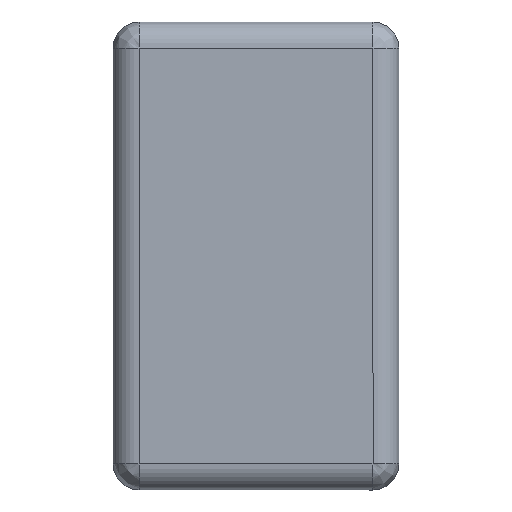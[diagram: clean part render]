
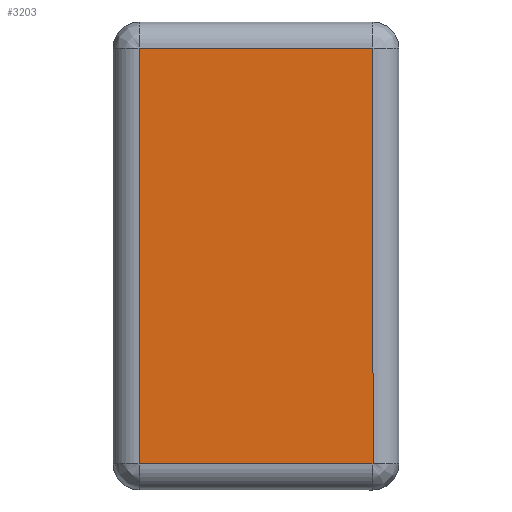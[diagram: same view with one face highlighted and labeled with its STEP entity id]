
A CAD part, left-side view. The second image highlights one B-rep face of the part: STEP entity #3203.
In plain terms, the highlighted planar face has unit normal (-1, 0, 0).
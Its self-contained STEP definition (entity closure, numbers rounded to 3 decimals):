
#296 = ORIENTED_EDGE ( 'NONE', *, *, #2413, .F. ) ;
#574 = DIRECTION ( 'NONE',  ( 0., -1., 0. ) ) ;
#796 = EDGE_LOOP ( 'NONE', ( #296, #2787, #1665, #1596 ) ) ;
#919 = VECTOR ( 'NONE', #574, 1000. ) ;
#978 = VERTEX_POINT ( 'NONE', #2182 ) ;
#985 = LINE ( 'NONE', #2918, #4553 ) ;
#1025 = CARTESIAN_POINT ( 'NONE',  ( -1.699, -0.999, 0.805 ) ) ;
#1153 = PLANE ( 'NONE',  #1416 ) ;
#1286 = LINE ( 'NONE', #2087, #1803 ) ;
#1416 = AXIS2_PLACEMENT_3D ( 'NONE', #2693, #3066, #4673 ) ;
#1596 = ORIENTED_EDGE ( 'NONE', *, *, #4758, .F. ) ;
#1650 = DIRECTION ( 'NONE',  ( 0., 1., 0. ) ) ;
#1665 = ORIENTED_EDGE ( 'NONE', *, *, #3300, .F. ) ;
#1803 = VECTOR ( 'NONE', #1938, 1000. ) ;
#1851 = EDGE_CURVE ( 'NONE', #3094, #978, #1286, .T. ) ;
#1917 = VERTEX_POINT ( 'NONE', #1025 ) ;
#1924 = CARTESIAN_POINT ( 'NONE',  ( -1.699, -0.099, -0.795 ) ) ;
#1938 = DIRECTION ( 'NONE',  ( 0., 0., 1. ) ) ;
#1961 = FACE_OUTER_BOUND ( 'NONE', #796, .T. ) ;
#1978 = VECTOR ( 'NONE', #1650, 1000. ) ;
#2087 = CARTESIAN_POINT ( 'NONE',  ( -1.699, -0.099, -0.895 ) ) ;
#2182 = CARTESIAN_POINT ( 'NONE',  ( -1.699, -0.099, 0.805 ) ) ;
#2413 = EDGE_CURVE ( 'NONE', #978, #1917, #3254, .T. ) ;
#2504 = CARTESIAN_POINT ( 'NONE',  ( -1.699, -1.099, -0.795 ) ) ;
#2693 = CARTESIAN_POINT ( 'NONE',  ( -1.699, -1.099, -0.895 ) ) ;
#2787 = ORIENTED_EDGE ( 'NONE', *, *, #1851, .F. ) ;
#2918 = CARTESIAN_POINT ( 'NONE',  ( -1.699, -0.999, -0.895 ) ) ;
#3066 = DIRECTION ( 'NONE',  ( 1., 0., 0. ) ) ;
#3094 = VERTEX_POINT ( 'NONE', #1924 ) ;
#3203 = ADVANCED_FACE ( 'NONE', ( #1961 ), #1153, .F. ) ;
#3254 = LINE ( 'NONE', #4066, #919 ) ;
#3263 = LINE ( 'NONE', #2504, #1978 ) ;
#3300 = EDGE_CURVE ( 'NONE', #3734, #3094, #3263, .T. ) ;
#3734 = VERTEX_POINT ( 'NONE', #4620 ) ;
#4066 = CARTESIAN_POINT ( 'NONE',  ( -1.699, -1.099, 0.805 ) ) ;
#4495 = DIRECTION ( 'NONE',  ( 0., 0., -1. ) ) ;
#4553 = VECTOR ( 'NONE', #4495, 1000. ) ;
#4620 = CARTESIAN_POINT ( 'NONE',  ( -1.699, -0.999, -0.795 ) ) ;
#4673 = DIRECTION ( 'NONE',  ( 0., 1., 0. ) ) ;
#4758 = EDGE_CURVE ( 'NONE', #1917, #3734, #985, .T. ) ;
